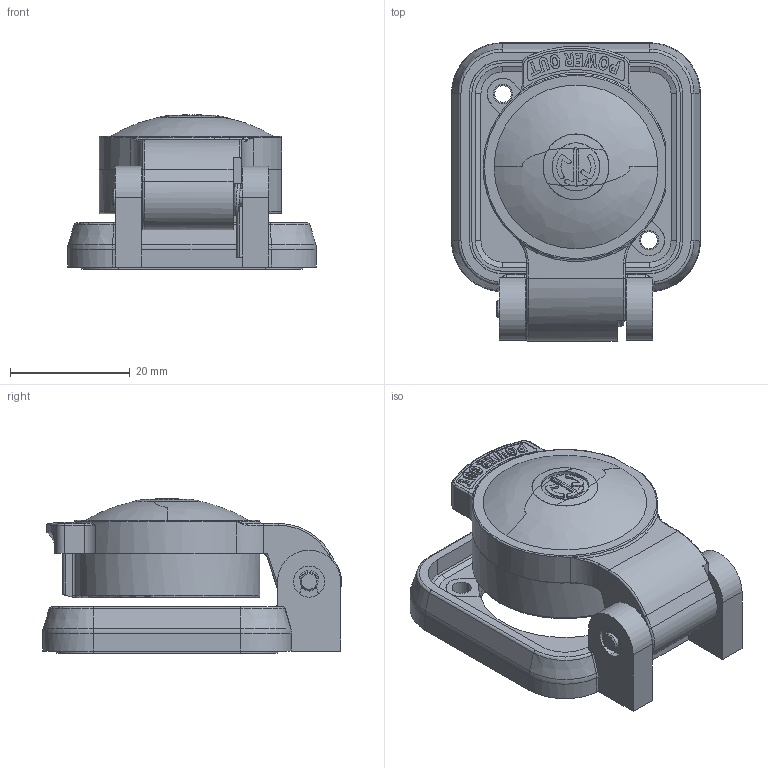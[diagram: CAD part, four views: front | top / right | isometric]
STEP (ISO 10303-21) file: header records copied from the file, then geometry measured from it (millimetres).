
FILE_DESCRIPTION((''),'2;1');
FILE_NAME('F_CHASSIS_ASM_ASM','2021-01-20T',('xhp'),(''),'PRO/ENGINEER BY PARAMETRIC TECHNOLOGY CORPORATION, 2013040','PRO/ENGINEER BY PARAMETRIC TECHNOLOGY CORPORATION, 2013040','');
FILE_SCHEMA(('CONFIG_CONTROL_DESIGN'));
Length unit declared in the file: millimetre
Products named in the file (11): F_CHASSIS; PIN; CLAMP_SPRING; PIN_ASM_ASM; MF_SPRING; 7_899_014RUBBER; 7_899_015RUBBER; 8_605_040COVER_F; 7_899_020CAP; 7_899_020CAP_ASM; F_CHASSIS_ASM_ASM
Assembly tree (10 placements, depth 3):
  F_CHASSIS_ASM_ASM
    F_CHASSIS
    PIN_ASM_ASM
      PIN
      CLAMP_SPRING
    MF_SPRING
    7_899_014RUBBER
    7_899_015RUBBER
    7_899_020CAP_ASM
      8_605_040COVER_F
      7_899_020CAP
Bounding box: 41.55 x 49.88 x 25.86 mm (x, y, z)
Volume: 16320.3 mm3; surface area: 16664 mm2
Topology: 8 solids, 8 shells, 608 faces, 1667 edges, 1090 vertices
Faces by surface type: cylinder 208, plane 201, extrusion 56, torus 52, cone 37, bspline 28, sphere 26
Entity records: 27035 total; most frequent: CARTESIAN_POINT 11425, ORIENTED_EDGE 3304, DIRECTION 3121, EDGE_CURVE 1652, AXIS2_PLACEMENT_3D 1166, VERTEX_POINT 1090, VECTOR 789, LINE 733
